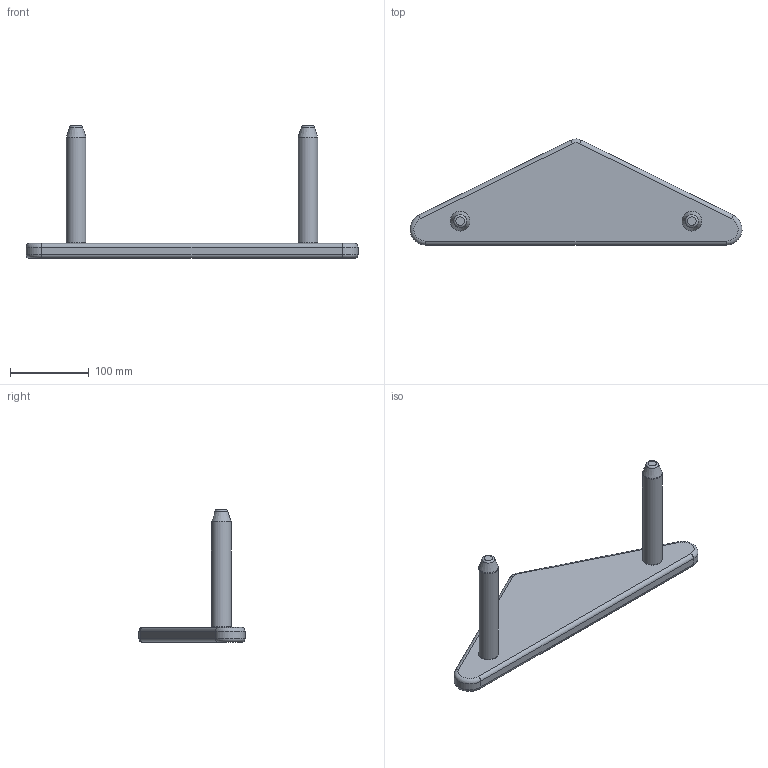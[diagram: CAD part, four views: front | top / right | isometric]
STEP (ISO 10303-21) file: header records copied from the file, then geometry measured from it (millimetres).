
FILE_DESCRIPTION(/* description */ ('STEP AP242','CAx-IF Rec.Pracs.---Representation and Presentation of Product Manufacturing Information (PMI)---4.0---2014-10-13','CAx-IF Rec.Pracs.---3D Tessellated Geometry---0.4---2014-09-14','2;1'),/* implementation_level */ '2;1');
FILE_NAME(/* name */ '65766ad424099c46799abd6c',/* time_stamp */ '2023-12-11T01:50:12Z',/* author */ (''),/* organization */ (''),/* preprocessor_version */ 'ST-DEVELOPER v19.4',/* originating_system */ ' ',/* authorisation */ ' ');
FILE_SCHEMA (('AP242_MANAGED_MODEL_BASED_3D_ENGINEERING_MIM_LF { 1 0 10303 442 1 1 4 }'));
Length unit declared in the file: metre
Products named in the file (3): Hanger Holder Assembly; Hanger Retention Peg; Hanger Base
Assembly tree (3 placements, depth 2):
  Hanger Holder Assembly
    Hanger Retention Peg  x2
    Hanger Base
Bounding box: 422.54 x 135.02 x 169.05 mm (x, y, z)
Volume: 808539.5 mm3; surface area: 111657.6 mm2
Topology: 3 solids, 3 shells, 44 faces, 86 edges, 50 vertices
Faces by surface type: torus 16, cylinder 15, plane 11, cone 2
Full cylindrical faces by diameter (mm): 12.5 x2, 12.7 x2, 25 x2
Entity records: 888 total; most frequent: DIRECTION 168, CARTESIAN_POINT 131, ORIENTED_EDGE 112, AXIS2_PLACEMENT_3D 75, EDGE_CURVE 56, EDGE_LOOP 48, FACE_BOUND 48, VERTEX_POINT 38
